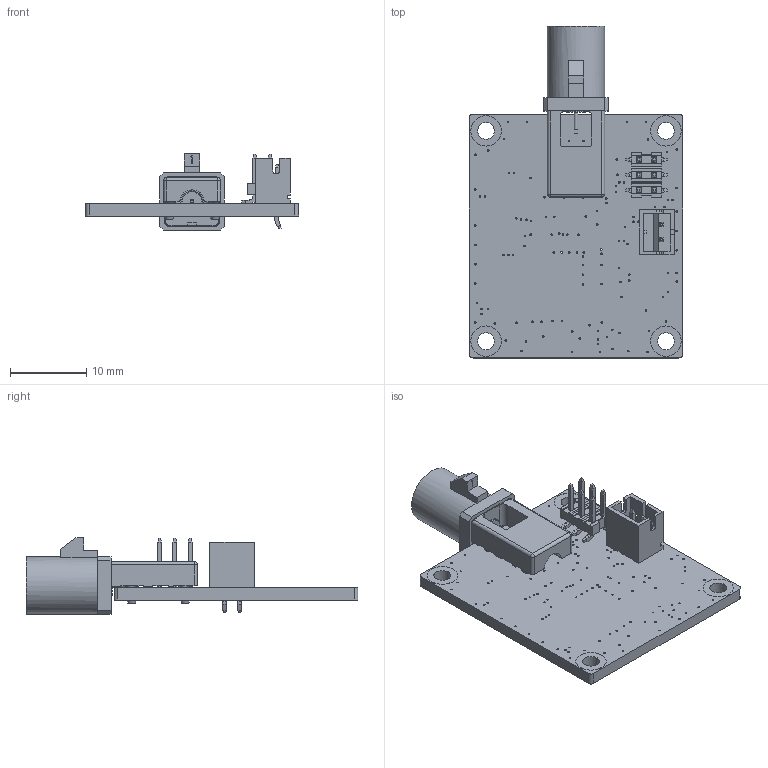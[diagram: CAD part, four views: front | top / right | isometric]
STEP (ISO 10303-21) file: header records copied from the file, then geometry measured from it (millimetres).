
FILE_DESCRIPTION(/* description */ ('STEP AP214','CAx-IF Rec.Pracs.---Representation and Presentation of Product Manufacturing Information (PMI)---4.0---2014-10-13'),/* implementation_level */ '2;1');
FILE_NAME(/* name */ '[ZEDLink] ZEDLink Mono Rev1.step',/* time_stamp */ '2024-12-12T14:51:56+01:00',/* author */ (''),/* organization */ (''),/* preprocessor_version */ 'ST-DEVELOPER v20',/* originating_system */ 'Autodesk Translation Framework v13.20.0.188',/* authorisation */ '');
FILE_SCHEMA (('AP242_MANAGED_MODEL_BASED_3D_ENGINEERING_MIM_LF { 1 0 10303 442 1 1 4 }'));
Length unit declared in the file: millimetre
Products named in the file (6): SL ZED LINK SINGLE V1.0_STP_20240204; sl zed link single v1.020240131; sl zed link single v1.020240131_1; 1237161600; SWR201-NRTN-S02-SA-WH; 87759-0674
Assembly tree (5 placements, depth 3):
  SL ZED LINK SINGLE V1.0_STP_20240204
    sl zed link single v1.020240131
      sl zed link single v1.020240131_1
      1237161600
      SWR201-NRTN-S02-SA-WH
      87759-0674
Bounding box: 28 x 43.55 x 10 mm (x, y, z)
Volume: 2041.5 mm3; surface area: 3626.1 mm2
Topology: 4 solids, 5 shells, 732 faces, 1978 edges, 1271 vertices
Faces by surface type: plane 435, cylinder 258, cone 18, torus 15, bspline 4, sphere 2
Full cylindrical faces by diameter (mm): 0.203 x133, 0.505 x1, 0.8 x2, 1.35 x4, 1.6 x4, 2.2 x4, 2.57 x3, 4 x8, 4.775 x1, 6.3 x1, 7.5 x1
Entity records: 25358 total; most frequent: CARTESIAN_POINT 5693, ORIENTED_EDGE 3952, DIRECTION 3928, EDGE_CURVE 1976, LINE 1346, VECTOR 1346, AXIS2_PLACEMENT_3D 1291, VERTEX_POINT 1271
